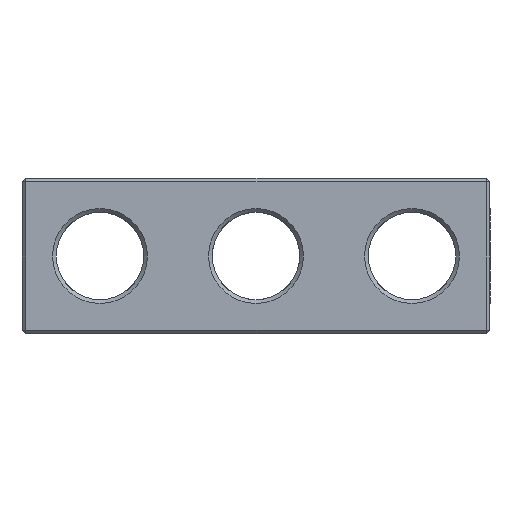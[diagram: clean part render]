
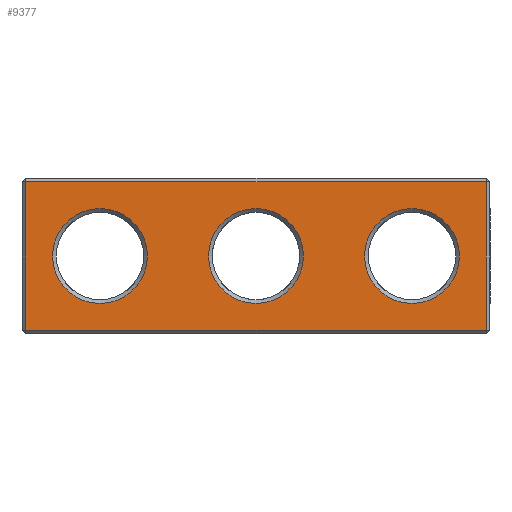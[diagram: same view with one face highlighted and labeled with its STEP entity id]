
A CAD part, front view. The second image highlights one B-rep face of the part: STEP entity #9377.
In plain terms, the highlighted planar face has unit normal (0, -1, 0).
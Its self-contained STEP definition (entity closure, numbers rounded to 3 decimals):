
#1113 = PLANE('',#1114);
#1114 = AXIS2_PLACEMENT_3D('',#1115,#1116,#1117);
#1115 = CARTESIAN_POINT('',(-18.75,-6.1,0.15));
#1116 = DIRECTION('',(0.,0.707,0.707));
#1117 = DIRECTION('',(1.,0.,0.));
#1555 = PLANE('',#1556);
#1556 = AXIS2_PLACEMENT_3D('',#1557,#1558,#1559);
#1557 = CARTESIAN_POINT('',(-18.75,-6.1,12.35));
#1558 = DIRECTION('',(0.,-0.707,0.707));
#1559 = DIRECTION('',(1.,0.,0.));
#3342 = PLANE('',#3343);
#3343 = AXIS2_PLACEMENT_3D('',#3344,#3345,#3346);
#3344 = CARTESIAN_POINT('',(-18.6,-6.1,0.));
#3345 = DIRECTION('',(-0.707,-0.707,0.));
#3346 = DIRECTION('',(0.,0.,1.));
#3704 = VERTEX_POINT('',#3705);
#3705 = CARTESIAN_POINT('',(-18.45,-6.25,0.3));
#3731 = EDGE_CURVE('',#3704,#3732,#3734,.T.);
#3732 = VERTEX_POINT('',#3733);
#3733 = CARTESIAN_POINT('',(18.45,-6.25,0.3));
#3734 = SURFACE_CURVE('',#3735,(#3739,#3746),.PCURVE_S1.);
#3735 = LINE('',#3736,#3737);
#3736 = CARTESIAN_POINT('',(-18.75,-6.25,0.3));
#3737 = VECTOR('',#3738,1.);
#3738 = DIRECTION('',(1.,0.,0.));
#3739 = PCURVE('',#1113,#3740);
#3740 = DEFINITIONAL_REPRESENTATION('',(#3741),#3745);
#3741 = LINE('',#3742,#3743);
#3742 = CARTESIAN_POINT('',(0.,-0.212));
#3743 = VECTOR('',#3744,1.);
#3744 = DIRECTION('',(1.,0.));
#3745 = ( GEOMETRIC_REPRESENTATION_CONTEXT(2) 
PARAMETRIC_REPRESENTATION_CONTEXT() REPRESENTATION_CONTEXT('2D SPACE',''
  ) );
#3746 = PCURVE('',#3747,#3752);
#3747 = PLANE('',#3748);
#3748 = AXIS2_PLACEMENT_3D('',#3749,#3750,#3751);
#3749 = CARTESIAN_POINT('',(-18.75,-6.25,0.));
#3750 = DIRECTION('',(0.,1.,0.));
#3751 = DIRECTION('',(1.,0.,0.));
#3752 = DEFINITIONAL_REPRESENTATION('',(#3753),#3757);
#3753 = LINE('',#3754,#3755);
#3754 = CARTESIAN_POINT('',(0.,-0.3));
#3755 = VECTOR('',#3756,1.);
#3756 = DIRECTION('',(1.,0.));
#3757 = ( GEOMETRIC_REPRESENTATION_CONTEXT(2) 
PARAMETRIC_REPRESENTATION_CONTEXT() REPRESENTATION_CONTEXT('2D SPACE',''
  ) );
#4501 = VERTEX_POINT('',#4502);
#4502 = CARTESIAN_POINT('',(-18.45,-6.25,12.2));
#4528 = EDGE_CURVE('',#4501,#4529,#4531,.T.);
#4529 = VERTEX_POINT('',#4530);
#4530 = CARTESIAN_POINT('',(18.45,-6.25,12.2));
#4531 = SURFACE_CURVE('',#4532,(#4536,#4543),.PCURVE_S1.);
#4532 = LINE('',#4533,#4534);
#4533 = CARTESIAN_POINT('',(-18.75,-6.25,12.2));
#4534 = VECTOR('',#4535,1.);
#4535 = DIRECTION('',(1.,0.,0.));
#4536 = PCURVE('',#1555,#4537);
#4537 = DEFINITIONAL_REPRESENTATION('',(#4538),#4542);
#4538 = LINE('',#4539,#4540);
#4539 = CARTESIAN_POINT('',(0.,-0.212));
#4540 = VECTOR('',#4541,1.);
#4541 = DIRECTION('',(1.,0.));
#4542 = ( GEOMETRIC_REPRESENTATION_CONTEXT(2) 
PARAMETRIC_REPRESENTATION_CONTEXT() REPRESENTATION_CONTEXT('2D SPACE',''
  ) );
#4543 = PCURVE('',#3747,#4544);
#4544 = DEFINITIONAL_REPRESENTATION('',(#4545),#4549);
#4545 = LINE('',#4546,#4547);
#4546 = CARTESIAN_POINT('',(0.,-12.2));
#4547 = VECTOR('',#4548,1.);
#4548 = DIRECTION('',(1.,0.));
#4549 = ( GEOMETRIC_REPRESENTATION_CONTEXT(2) 
PARAMETRIC_REPRESENTATION_CONTEXT() REPRESENTATION_CONTEXT('2D SPACE',''
  ) );
#8343 = EDGE_CURVE('',#3704,#4501,#8344,.T.);
#8344 = SURFACE_CURVE('',#8345,(#8349,#8356),.PCURVE_S1.);
#8345 = LINE('',#8346,#8347);
#8346 = CARTESIAN_POINT('',(-18.45,-6.25,0.));
#8347 = VECTOR('',#8348,1.);
#8348 = DIRECTION('',(0.,0.,1.));
#8349 = PCURVE('',#3342,#8350);
#8350 = DEFINITIONAL_REPRESENTATION('',(#8351),#8355);
#8351 = LINE('',#8352,#8353);
#8352 = CARTESIAN_POINT('',(0.,-0.212));
#8353 = VECTOR('',#8354,1.);
#8354 = DIRECTION('',(1.,0.));
#8355 = ( GEOMETRIC_REPRESENTATION_CONTEXT(2) 
PARAMETRIC_REPRESENTATION_CONTEXT() REPRESENTATION_CONTEXT('2D SPACE',''
  ) );
#8356 = PCURVE('',#3747,#8357);
#8357 = DEFINITIONAL_REPRESENTATION('',(#8358),#8362);
#8358 = LINE('',#8359,#8360);
#8359 = CARTESIAN_POINT('',(0.3,0.));
#8360 = VECTOR('',#8361,1.);
#8361 = DIRECTION('',(0.,-1.));
#8362 = ( GEOMETRIC_REPRESENTATION_CONTEXT(2) 
PARAMETRIC_REPRESENTATION_CONTEXT() REPRESENTATION_CONTEXT('2D SPACE',''
  ) );
#9377 = ADVANCED_FACE('',(#9378,#9409,#9440,#9471),#3747,.F.);
#9378 = FACE_BOUND('',#9379,.F.);
#9379 = EDGE_LOOP('',(#9380,#9381,#9382,#9408));
#9380 = ORIENTED_EDGE('',*,*,#8343,.T.);
#9381 = ORIENTED_EDGE('',*,*,#4528,.T.);
#9382 = ORIENTED_EDGE('',*,*,#9383,.F.);
#9383 = EDGE_CURVE('',#3732,#4529,#9384,.T.);
#9384 = SURFACE_CURVE('',#9385,(#9389,#9396),.PCURVE_S1.);
#9385 = LINE('',#9386,#9387);
#9386 = CARTESIAN_POINT('',(18.45,-6.25,0.));
#9387 = VECTOR('',#9388,1.);
#9388 = DIRECTION('',(0.,0.,1.));
#9389 = PCURVE('',#3747,#9390);
#9390 = DEFINITIONAL_REPRESENTATION('',(#9391),#9395);
#9391 = LINE('',#9392,#9393);
#9392 = CARTESIAN_POINT('',(37.2,0.));
#9393 = VECTOR('',#9394,1.);
#9394 = DIRECTION('',(0.,-1.));
#9395 = ( GEOMETRIC_REPRESENTATION_CONTEXT(2) 
PARAMETRIC_REPRESENTATION_CONTEXT() REPRESENTATION_CONTEXT('2D SPACE',''
  ) );
#9396 = PCURVE('',#9397,#9402);
#9397 = PLANE('',#9398);
#9398 = AXIS2_PLACEMENT_3D('',#9399,#9400,#9401);
#9399 = CARTESIAN_POINT('',(18.6,-6.1,0.));
#9400 = DIRECTION('',(0.707,-0.707,0.));
#9401 = DIRECTION('',(0.,0.,1.));
#9402 = DEFINITIONAL_REPRESENTATION('',(#9403),#9407);
#9403 = LINE('',#9404,#9405);
#9404 = CARTESIAN_POINT('',(0.,0.212));
#9405 = VECTOR('',#9406,1.);
#9406 = DIRECTION('',(1.,0.));
#9407 = ( GEOMETRIC_REPRESENTATION_CONTEXT(2) 
PARAMETRIC_REPRESENTATION_CONTEXT() REPRESENTATION_CONTEXT('2D SPACE',''
  ) );
#9408 = ORIENTED_EDGE('',*,*,#3731,.F.);
#9409 = FACE_BOUND('',#9410,.F.);
#9410 = EDGE_LOOP('',(#9411));
#9411 = ORIENTED_EDGE('',*,*,#9412,.F.);
#9412 = EDGE_CURVE('',#9413,#9413,#9415,.T.);
#9413 = VERTEX_POINT('',#9414);
#9414 = CARTESIAN_POINT('',(0.,-6.25,2.45));
#9415 = SURFACE_CURVE('',#9416,(#9421,#9428),.PCURVE_S1.);
#9416 = CIRCLE('',#9417,3.8);
#9417 = AXIS2_PLACEMENT_3D('',#9418,#9419,#9420);
#9418 = CARTESIAN_POINT('',(0.,-6.25,6.25));
#9419 = DIRECTION('',(0.,1.,0.));
#9420 = DIRECTION('',(0.,0.,-1.));
#9421 = PCURVE('',#3747,#9422);
#9422 = DEFINITIONAL_REPRESENTATION('',(#9423),#9427);
#9423 = CIRCLE('',#9424,3.8);
#9424 = AXIS2_PLACEMENT_2D('',#9425,#9426);
#9425 = CARTESIAN_POINT('',(18.75,-6.25));
#9426 = DIRECTION('',(0.,1.));
#9427 = ( GEOMETRIC_REPRESENTATION_CONTEXT(2) 
PARAMETRIC_REPRESENTATION_CONTEXT() REPRESENTATION_CONTEXT('2D SPACE',''
  ) );
#9428 = PCURVE('',#9429,#9434);
#9429 = CONICAL_SURFACE('',#9430,3.8,0.785);
#9430 = AXIS2_PLACEMENT_3D('',#9431,#9432,#9433);
#9431 = CARTESIAN_POINT('',(0.,-6.25,6.25));
#9432 = DIRECTION('',(0.,-1.,0.));
#9433 = DIRECTION('',(0.,0.,-1.));
#9434 = DEFINITIONAL_REPRESENTATION('',(#9435),#9439);
#9435 = LINE('',#9436,#9437);
#9436 = CARTESIAN_POINT('',(-0.,-0.));
#9437 = VECTOR('',#9438,1.);
#9438 = DIRECTION('',(-1.,-0.));
#9439 = ( GEOMETRIC_REPRESENTATION_CONTEXT(2) 
PARAMETRIC_REPRESENTATION_CONTEXT() REPRESENTATION_CONTEXT('2D SPACE',''
  ) );
#9440 = FACE_BOUND('',#9441,.F.);
#9441 = EDGE_LOOP('',(#9442));
#9442 = ORIENTED_EDGE('',*,*,#9443,.F.);
#9443 = EDGE_CURVE('',#9444,#9444,#9446,.T.);
#9444 = VERTEX_POINT('',#9445);
#9445 = CARTESIAN_POINT('',(-16.3,-6.25,6.25));
#9446 = SURFACE_CURVE('',#9447,(#9452,#9459),.PCURVE_S1.);
#9447 = CIRCLE('',#9448,3.8);
#9448 = AXIS2_PLACEMENT_3D('',#9449,#9450,#9451);
#9449 = CARTESIAN_POINT('',(-12.5,-6.25,6.25));
#9450 = DIRECTION('',(0.,1.,0.));
#9451 = DIRECTION('',(-1.,0.,0.));
#9452 = PCURVE('',#3747,#9453);
#9453 = DEFINITIONAL_REPRESENTATION('',(#9454),#9458);
#9454 = CIRCLE('',#9455,3.8);
#9455 = AXIS2_PLACEMENT_2D('',#9456,#9457);
#9456 = CARTESIAN_POINT('',(6.25,-6.25));
#9457 = DIRECTION('',(-1.,0.));
#9458 = ( GEOMETRIC_REPRESENTATION_CONTEXT(2) 
PARAMETRIC_REPRESENTATION_CONTEXT() REPRESENTATION_CONTEXT('2D SPACE',''
  ) );
#9459 = PCURVE('',#9460,#9465);
#9460 = CONICAL_SURFACE('',#9461,3.5,0.785);
#9461 = AXIS2_PLACEMENT_3D('',#9462,#9463,#9464);
#9462 = CARTESIAN_POINT('',(-12.5,-5.95,6.25));
#9463 = DIRECTION('',(0.,-1.,0.));
#9464 = DIRECTION('',(-1.,0.,0.));
#9465 = DEFINITIONAL_REPRESENTATION('',(#9466),#9470);
#9466 = LINE('',#9467,#9468);
#9467 = CARTESIAN_POINT('',(-0.,0.3));
#9468 = VECTOR('',#9469,1.);
#9469 = DIRECTION('',(-1.,0.));
#9470 = ( GEOMETRIC_REPRESENTATION_CONTEXT(2) 
PARAMETRIC_REPRESENTATION_CONTEXT() REPRESENTATION_CONTEXT('2D SPACE',''
  ) );
#9471 = FACE_BOUND('',#9472,.F.);
#9472 = EDGE_LOOP('',(#9473));
#9473 = ORIENTED_EDGE('',*,*,#9474,.T.);
#9474 = EDGE_CURVE('',#9475,#9475,#9477,.T.);
#9475 = VERTEX_POINT('',#9476);
#9476 = CARTESIAN_POINT('',(16.3,-6.25,6.25));
#9477 = SURFACE_CURVE('',#9478,(#9483,#9494),.PCURVE_S1.);
#9478 = CIRCLE('',#9479,3.8);
#9479 = AXIS2_PLACEMENT_3D('',#9480,#9481,#9482);
#9480 = CARTESIAN_POINT('',(12.5,-6.25,6.25));
#9481 = DIRECTION('',(0.,-1.,0.));
#9482 = DIRECTION('',(1.,0.,0.));
#9483 = PCURVE('',#3747,#9484);
#9484 = DEFINITIONAL_REPRESENTATION('',(#9485),#9493);
#9485 = ( BOUNDED_CURVE() B_SPLINE_CURVE(2,(#9486,#9487,#9488,#9489,
#9490,#9491,#9492),.UNSPECIFIED.,.T.,.F.) B_SPLINE_CURVE_WITH_KNOTS((1,2
    ,2,2,2,1),(-2.094,0.,2.094,4.189,
6.283,8.378),.UNSPECIFIED.) CURVE() 
GEOMETRIC_REPRESENTATION_ITEM() RATIONAL_B_SPLINE_CURVE((1.,0.5,1.,0.5,
1.,0.5,1.)) REPRESENTATION_ITEM('') );
#9486 = CARTESIAN_POINT('',(35.05,-6.25));
#9487 = CARTESIAN_POINT('',(35.05,-12.832));
#9488 = CARTESIAN_POINT('',(29.35,-9.541));
#9489 = CARTESIAN_POINT('',(23.65,-6.25));
#9490 = CARTESIAN_POINT('',(29.35,-2.959));
#9491 = CARTESIAN_POINT('',(35.05,0.332));
#9492 = CARTESIAN_POINT('',(35.05,-6.25));
#9493 = ( GEOMETRIC_REPRESENTATION_CONTEXT(2) 
PARAMETRIC_REPRESENTATION_CONTEXT() REPRESENTATION_CONTEXT('2D SPACE',''
  ) );
#9494 = PCURVE('',#9495,#9500);
#9495 = CONICAL_SURFACE('',#9496,3.5,0.785);
#9496 = AXIS2_PLACEMENT_3D('',#9497,#9498,#9499);
#9497 = CARTESIAN_POINT('',(12.5,-5.95,6.25));
#9498 = DIRECTION('',(0.,-1.,0.));
#9499 = DIRECTION('',(1.,0.,0.));
#9500 = DEFINITIONAL_REPRESENTATION('',(#9501),#9505);
#9501 = LINE('',#9502,#9503);
#9502 = CARTESIAN_POINT('',(0.,0.3));
#9503 = VECTOR('',#9504,1.);
#9504 = DIRECTION('',(1.,0.));
#9505 = ( GEOMETRIC_REPRESENTATION_CONTEXT(2) 
PARAMETRIC_REPRESENTATION_CONTEXT() REPRESENTATION_CONTEXT('2D SPACE',''
  ) );
